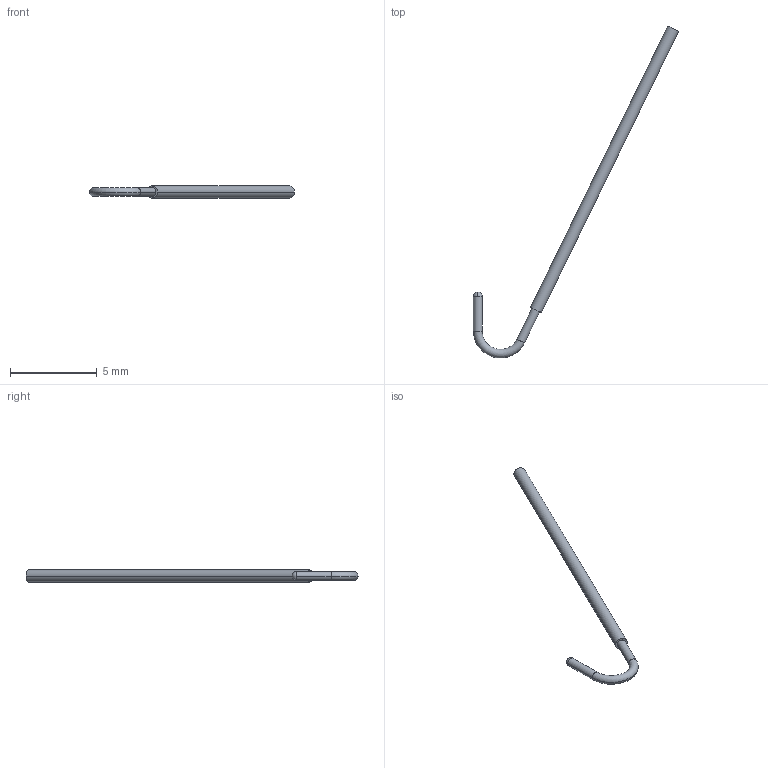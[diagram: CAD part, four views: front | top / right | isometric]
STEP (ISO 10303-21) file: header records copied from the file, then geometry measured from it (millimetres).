
FILE_DESCRIPTION (( 'STEP AP203' ), '1' );
FILE_NAME ('termopar.STEP', '2024-11-26T09:54:02', ( '' ), ( '' ), 'SwSTEP 2.0', 'SolidWorks 2020', '' );
FILE_SCHEMA (( 'CONFIG_CONTROL_DESIGN' ));
Length unit declared in the file: millimetre
Products named in the file (1): termopar
Bounding box: 11.8 x 19.11 x 0.7 mm (x, y, z)
Volume: 8.4 mm3; surface area: 108.9 mm2
Topology: 2 solids, 2 shells, 15 faces, 32 edges, 19 vertices
Faces by surface type: cylinder 8, plane 3, torus 2, sphere 2
Entity records: 481 total; most frequent: DIRECTION 84, CARTESIAN_POINT 65, ORIENTED_EDGE 60, AXIS2_PLACEMENT_3D 38, EDGE_CURVE 30, CIRCLE 22, VERTEX_POINT 19, EDGE_LOOP 17
